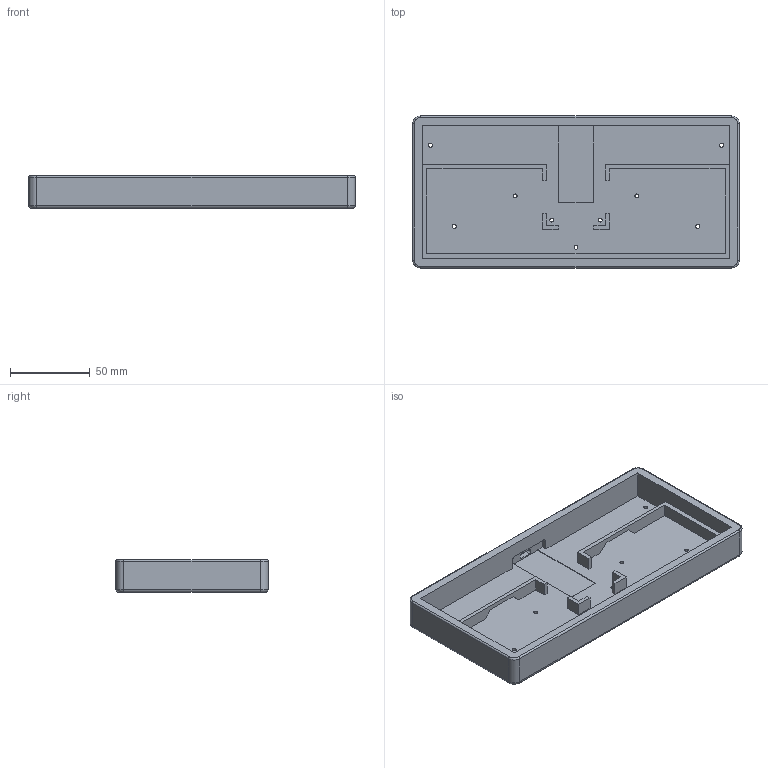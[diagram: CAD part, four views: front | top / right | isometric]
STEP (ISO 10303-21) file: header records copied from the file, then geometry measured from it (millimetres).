
FILE_DESCRIPTION(/* description */ (''),/* implementation_level */ '2;1');
FILE_NAME(/* name */ 'Case v9.step',/* time_stamp */ '2024-01-27T21:25:58+01:00',/* author */ (''),/* organization */ (''),/* preprocessor_version */ 'ST-DEVELOPER v20',/* originating_system */ 'Autodesk Translation Framework v12.14.0.127',/* authorisation */ '');
FILE_SCHEMA (('AUTOMOTIVE_DESIGN { 1 0 10303 214 3 1 1 }'));
Length unit declared in the file: millimetre
Products named in the file (1): Case
Bounding box: 204.5 x 95.15 x 20.6 mm (x, y, z)
Volume: 127286.5 mm3; surface area: 63406.9 mm2
Topology: 1 solids, 1 shells, 101 faces, 269 edges, 171 vertices
Faces by surface type: plane 57, cylinder 27, cone 9, torus 8
Full cylindrical faces by diameter (mm): 2.5 x9
Entity records: 3195 total; most frequent: DIRECTION 544, CARTESIAN_POINT 542, ORIENTED_EDGE 538, EDGE_CURVE 269, LINE 198, VECTOR 198, AXIS2_PLACEMENT_3D 173, VERTEX_POINT 171
